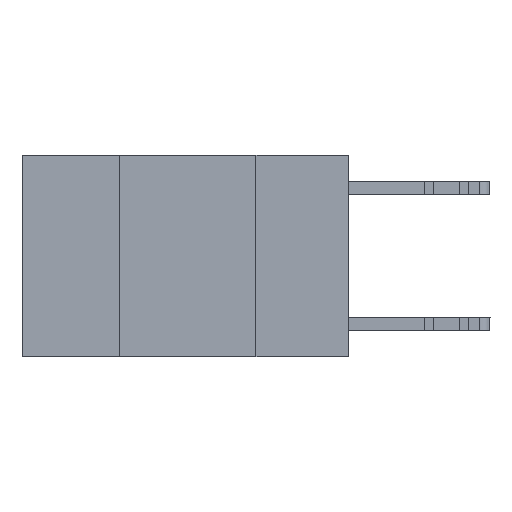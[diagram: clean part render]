
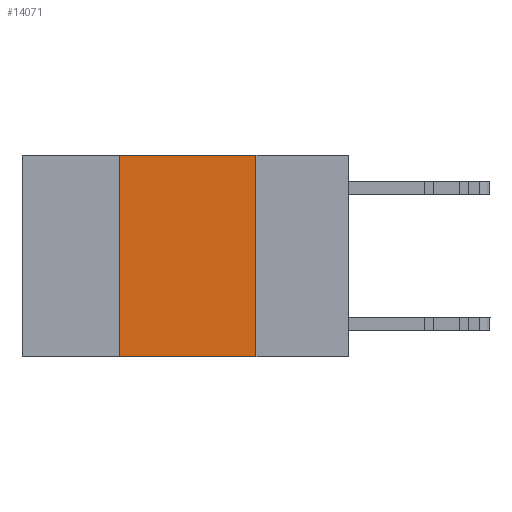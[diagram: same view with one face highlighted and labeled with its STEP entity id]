
A CAD part, left-side view. The second image highlights one B-rep face of the part: STEP entity #14071.
In plain terms, the highlighted planar face has unit normal (-1, 0, 0).
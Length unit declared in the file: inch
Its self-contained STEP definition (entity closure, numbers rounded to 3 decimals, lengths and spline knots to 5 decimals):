
#181 = VERTEX_POINT ( 'NONE', #26151 ) ;
#277 = DIRECTION ( 'NONE',  ( 1., 0., 0. ) ) ;
#624 = ORIENTED_EDGE ( 'NONE', *, *, #24459, .F. ) ;
#1023 = DIRECTION ( 'NONE',  ( 0., 0., -1. ) ) ;
#1911 = ORIENTED_EDGE ( 'NONE', *, *, #2206, .F. ) ;
#2206 = EDGE_CURVE ( 'NONE', #13870, #30149, #11311, .T. ) ;
#2316 = ORIENTED_EDGE ( 'NONE', *, *, #22903, .F. ) ;
#2676 = VECTOR ( 'NONE', #1023, 39.37008 ) ;
#3371 = CARTESIAN_POINT ( 'NONE',  ( 0., 0.17, -0.37 ) ) ;
#3395 = VECTOR ( 'NONE', #16187, 39.37008 ) ;
#4184 = CARTESIAN_POINT ( 'NONE',  ( 0., 0.17, 0. ) ) ;
#4984 = DIRECTION ( 'NONE',  ( 0., 0., 1. ) ) ;
#5125 = LINE ( 'NONE', #11233, #2676 ) ;
#5477 = DIRECTION ( 'NONE',  ( 0., -1., 0. ) ) ;
#6305 = CARTESIAN_POINT ( 'NONE',  ( 0., 0.6, 0. ) ) ;
#6348 = EDGE_LOOP ( 'NONE', ( #2316, #1911, #624, #17781 ) ) ;
#8913 = VECTOR ( 'NONE', #4984, 39.37008 ) ;
#10292 = CARTESIAN_POINT ( 'NONE',  ( 0., 0.6, 0. ) ) ;
#10995 = VECTOR ( 'NONE', #5477, 39.37008 ) ;
#11233 = CARTESIAN_POINT ( 'NONE',  ( 0., 0.17, 0. ) ) ;
#11311 = LINE ( 'NONE', #6305, #10995 ) ;
#11666 = CARTESIAN_POINT ( 'NONE',  ( 0., 0.42, 0. ) ) ;
#13629 = AXIS2_PLACEMENT_3D ( 'NONE', #10292, #277, #17566 ) ;
#13870 = VERTEX_POINT ( 'NONE', #11666 ) ;
#14071 = ADVANCED_FACE ( 'NONE', ( #14833 ), #22201, .F. ) ;
#14833 = FACE_OUTER_BOUND ( 'NONE', #6348, .T. ) ;
#15317 = LINE ( 'NONE', #24206, #8913 ) ;
#16187 = DIRECTION ( 'NONE',  ( 0., -1., 0. ) ) ;
#16472 = LINE ( 'NONE', #30237, #3395 ) ;
#17566 = DIRECTION ( 'NONE',  ( 0., 0., -1. ) ) ;
#17781 = ORIENTED_EDGE ( 'NONE', *, *, #24246, .T. ) ;
#22201 = PLANE ( 'NONE',  #13629 ) ;
#22903 = EDGE_CURVE ( 'NONE', #30149, #28209, #5125, .T. ) ;
#24206 = CARTESIAN_POINT ( 'NONE',  ( 0., 0.42, 0. ) ) ;
#24246 = EDGE_CURVE ( 'NONE', #181, #28209, #16472, .T. ) ;
#24459 = EDGE_CURVE ( 'NONE', #181, #13870, #15317, .T. ) ;
#26151 = CARTESIAN_POINT ( 'NONE',  ( 0., 0.42, -0.37 ) ) ;
#28209 = VERTEX_POINT ( 'NONE', #3371 ) ;
#30149 = VERTEX_POINT ( 'NONE', #4184 ) ;
#30237 = CARTESIAN_POINT ( 'NONE',  ( 0., 0.6, -0.37 ) ) ;
